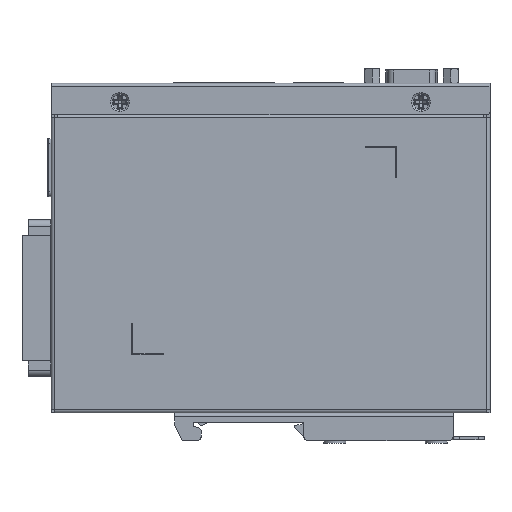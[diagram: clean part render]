
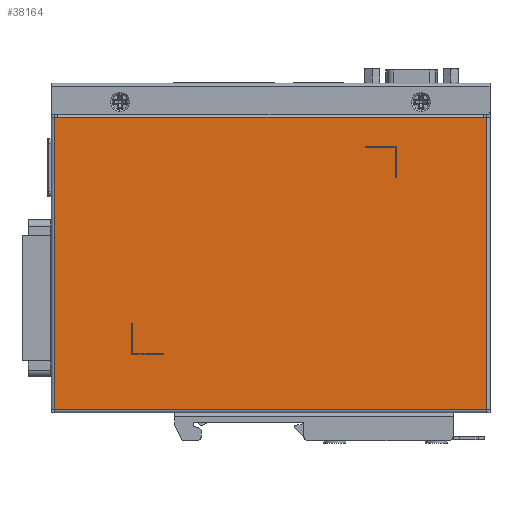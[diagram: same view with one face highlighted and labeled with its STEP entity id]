
A CAD part, front view. The second image highlights one B-rep face of the part: STEP entity #38164.
In plain terms, the highlighted planar face has unit normal (0, -1, 0).
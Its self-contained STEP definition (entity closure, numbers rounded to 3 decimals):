
#3651=DIRECTION('',(1.,0.,0.));
#3652=VECTOR('',#3651,138.);
#3653=CARTESIAN_POINT('',(-68.,-9.8,-62.54));
#3654=LINE('',#3653,#3652);
#3659=DIRECTION('',(0.,0.,1.));
#3660=VECTOR('',#3659,10.);
#3661=CARTESIAN_POINT('',(41.2,-9.8,11.348));
#3662=LINE('',#3661,#3660);
#3663=DIRECTION('',(-1.,0.,0.));
#3664=VECTOR('',#3663,10.);
#3665=CARTESIAN_POINT('',(41.2,-9.8,21.348));
#3666=LINE('',#3665,#3664);
#3667=DIRECTION('',(0.,0.,-1.));
#3668=VECTOR('',#3667,0.312);
#3669=CARTESIAN_POINT('',(31.2,-9.8,21.348));
#3670=LINE('',#3669,#3668);
#3671=DIRECTION('',(1.,0.,0.));
#3672=VECTOR('',#3671,9.7);
#3673=CARTESIAN_POINT('',(31.2,-9.8,21.036));
#3674=LINE('',#3673,#3672);
#3675=DIRECTION('',(0.,0.,-1.));
#3676=VECTOR('',#3675,9.688);
#3677=CARTESIAN_POINT('',(40.9,-9.8,21.036));
#3678=LINE('',#3677,#3676);
#3679=DIRECTION('',(1.,0.,0.));
#3680=VECTOR('',#3679,0.3);
#3681=CARTESIAN_POINT('',(40.9,-9.8,11.348));
#3682=LINE('',#3681,#3680);
#3683=DIRECTION('',(1.,0.,0.));
#3684=VECTOR('',#3683,10.);
#3685=CARTESIAN_POINT('',(-43.2,-9.8,-45.04));
#3686=LINE('',#3685,#3684);
#3687=DIRECTION('',(0.,0.,1.));
#3688=VECTOR('',#3687,0.3);
#3689=CARTESIAN_POINT('',(-33.2,-9.8,-45.04));
#3690=LINE('',#3689,#3688);
#3691=DIRECTION('',(-1.,0.,0.));
#3692=VECTOR('',#3691,9.7);
#3693=CARTESIAN_POINT('',(-33.2,-9.8,-44.74));
#3694=LINE('',#3693,#3692);
#3695=DIRECTION('',(0.,0.,1.));
#3696=VECTOR('',#3695,9.7);
#3697=CARTESIAN_POINT('',(-42.9,-9.8,-44.74));
#3698=LINE('',#3697,#3696);
#3699=DIRECTION('',(-1.,0.,0.));
#3700=VECTOR('',#3699,0.3);
#3701=CARTESIAN_POINT('',(-42.9,-9.8,-35.04));
#3702=LINE('',#3701,#3700);
#3703=DIRECTION('',(0.,0.,-1.));
#3704=VECTOR('',#3703,10.);
#3705=CARTESIAN_POINT('',(-43.2,-9.8,-35.04));
#3706=LINE('',#3705,#3704);
#3720=DIRECTION('',(-1.,0.,0.));
#3721=VECTOR('',#3720,1.);
#3722=CARTESIAN_POINT('',(-67.,-9.8,30.6));
#3723=LINE('',#3722,#3721);
#3728=DIRECTION('',(0.,0.,-1.));
#3729=VECTOR('',#3728,93.14);
#3730=CARTESIAN_POINT('',(-68.,-9.8,30.6));
#3731=LINE('',#3730,#3729);
#6061=DIRECTION('',(-1.,0.,0.));
#6062=VECTOR('',#6061,1.);
#6063=CARTESIAN_POINT('',(70.,-9.8,30.6));
#6064=LINE('',#6063,#6062);
#6116=DIRECTION('',(0.,0.,1.));
#6117=VECTOR('',#6116,93.14);
#6118=CARTESIAN_POINT('',(70.,-9.8,-62.54));
#6119=LINE('',#6118,#6117);
#18299=DIRECTION('',(-1.,0.,0.));
#18300=VECTOR('',#18299,136.);
#18301=CARTESIAN_POINT('',(69.,-9.8,30.6));
#18302=LINE('',#18301,#18300);
#26899=CARTESIAN_POINT('',(70.,-9.8,-62.54));
#26900=VERTEX_POINT('',#26899);
#26933=CARTESIAN_POINT('',(70.,-9.8,30.6));
#26934=VERTEX_POINT('',#26933);
#26935=CARTESIAN_POINT('',(-67.,-9.8,30.6));
#26936=CARTESIAN_POINT('',(-68.,-9.8,30.6));
#26937=VERTEX_POINT('',#26935);
#26938=VERTEX_POINT('',#26936);
#26939=CARTESIAN_POINT('',(69.,-9.8,30.6));
#26940=VERTEX_POINT('',#26939);
#26941=CARTESIAN_POINT('',(-68.,-9.8,-62.54));
#26942=VERTEX_POINT('',#26941);
#26943=CARTESIAN_POINT('',(41.2,-9.8,11.348));
#26944=CARTESIAN_POINT('',(41.2,-9.8,21.348));
#26945=VERTEX_POINT('',#26943);
#26946=VERTEX_POINT('',#26944);
#26947=CARTESIAN_POINT('',(31.2,-9.8,21.348));
#26948=VERTEX_POINT('',#26947);
#26949=CARTESIAN_POINT('',(31.2,-9.8,21.036));
#26950=VERTEX_POINT('',#26949);
#26951=CARTESIAN_POINT('',(40.9,-9.8,21.036));
#26952=VERTEX_POINT('',#26951);
#26953=CARTESIAN_POINT('',(40.9,-9.8,11.348));
#26954=VERTEX_POINT('',#26953);
#26955=CARTESIAN_POINT('',(-43.2,-9.8,-45.04));
#26956=CARTESIAN_POINT('',(-33.2,-9.8,-45.04));
#26957=VERTEX_POINT('',#26955);
#26958=VERTEX_POINT('',#26956);
#26959=CARTESIAN_POINT('',(-33.2,-9.8,-44.74));
#26960=VERTEX_POINT('',#26959);
#26961=CARTESIAN_POINT('',(-42.9,-9.8,-44.74));
#26962=VERTEX_POINT('',#26961);
#26963=CARTESIAN_POINT('',(-42.9,-9.8,-35.04));
#26964=VERTEX_POINT('',#26963);
#26965=CARTESIAN_POINT('',(-43.2,-9.8,-35.04));
#26966=VERTEX_POINT('',#26965);
#38118=CARTESIAN_POINT('',(1.,-9.8,-17.24));
#38119=DIRECTION('',(0.,1.,0.));
#38120=DIRECTION('',(-1.,0.,0.));
#38121=AXIS2_PLACEMENT_3D('',#38118,#38119,#38120);
#38122=PLANE('',#38121);
#38124=ORIENTED_EDGE('',*,*,#38123,.F.);
#38126=ORIENTED_EDGE('',*,*,#38125,.F.);
#38128=ORIENTED_EDGE('',*,*,#38127,.F.);
#38130=ORIENTED_EDGE('',*,*,#38129,.F.);
#38131=ORIENTED_EDGE('',*,*,#38102,.F.);
#38133=ORIENTED_EDGE('',*,*,#38132,.F.);
#38134=EDGE_LOOP('',(#38124,#38126,#38128,#38130,#38131,#38133));
#38135=FACE_OUTER_BOUND('',#38134,.F.);
#38137=ORIENTED_EDGE('',*,*,#38136,.T.);
#38139=ORIENTED_EDGE('',*,*,#38138,.T.);
#38141=ORIENTED_EDGE('',*,*,#38140,.T.);
#38143=ORIENTED_EDGE('',*,*,#38142,.T.);
#38145=ORIENTED_EDGE('',*,*,#38144,.T.);
#38147=ORIENTED_EDGE('',*,*,#38146,.T.);
#38148=EDGE_LOOP('',(#38137,#38139,#38141,#38143,#38145,#38147));
#38149=FACE_BOUND('',#38148,.F.);
#38151=ORIENTED_EDGE('',*,*,#38150,.T.);
#38153=ORIENTED_EDGE('',*,*,#38152,.T.);
#38155=ORIENTED_EDGE('',*,*,#38154,.T.);
#38157=ORIENTED_EDGE('',*,*,#38156,.T.);
#38159=ORIENTED_EDGE('',*,*,#38158,.T.);
#38161=ORIENTED_EDGE('',*,*,#38160,.T.);
#38162=EDGE_LOOP('',(#38151,#38153,#38155,#38157,#38159,#38161));
#38163=FACE_BOUND('',#38162,.F.);
#38102=EDGE_CURVE('',#26942,#26900,#3654,.T.);
#38123=EDGE_CURVE('',#26937,#26938,#3723,.T.);
#38125=EDGE_CURVE('',#26940,#26937,#18302,.T.);
#38127=EDGE_CURVE('',#26934,#26940,#6064,.T.);
#38129=EDGE_CURVE('',#26900,#26934,#6119,.T.);
#38132=EDGE_CURVE('',#26938,#26942,#3731,.T.);
#38136=EDGE_CURVE('',#26945,#26946,#3662,.T.);
#38138=EDGE_CURVE('',#26946,#26948,#3666,.T.);
#38140=EDGE_CURVE('',#26948,#26950,#3670,.T.);
#38142=EDGE_CURVE('',#26950,#26952,#3674,.T.);
#38144=EDGE_CURVE('',#26952,#26954,#3678,.T.);
#38146=EDGE_CURVE('',#26954,#26945,#3682,.T.);
#38150=EDGE_CURVE('',#26957,#26958,#3686,.T.);
#38152=EDGE_CURVE('',#26958,#26960,#3690,.T.);
#38154=EDGE_CURVE('',#26960,#26962,#3694,.T.);
#38156=EDGE_CURVE('',#26962,#26964,#3698,.T.);
#38158=EDGE_CURVE('',#26964,#26966,#3702,.T.);
#38160=EDGE_CURVE('',#26966,#26957,#3706,.T.);
#38164=ADVANCED_FACE('',(#38135,#38149,#38163),#38122,.F.);
